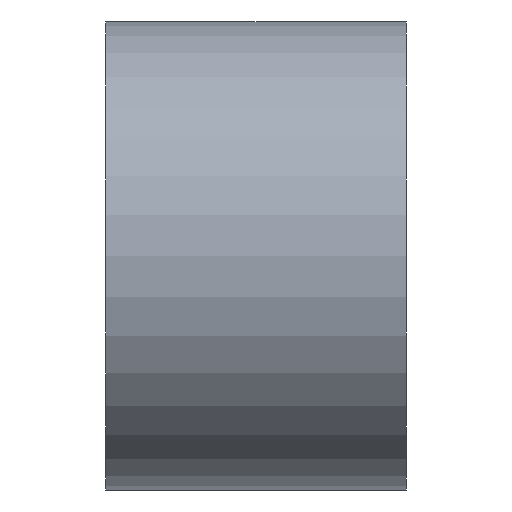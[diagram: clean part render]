
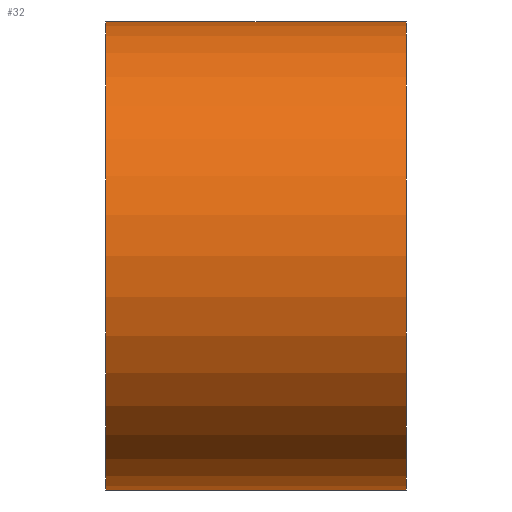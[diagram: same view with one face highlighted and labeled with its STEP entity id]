
A CAD part, left-side view. The second image highlights one B-rep face of the part: STEP entity #32.
In plain terms, the highlighted cylindrical face has radius 7 mm (diameter 14 mm), a partial arc.
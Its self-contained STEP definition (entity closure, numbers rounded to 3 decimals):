
#32 = ADVANCED_FACE( '', ( #62 ), #63, .T. );
#62 = FACE_OUTER_BOUND( '', #87, .T. );
#63 = CYLINDRICAL_SURFACE( '', #88, 7. );
#87 = EDGE_LOOP( '', ( #111, #112, #113, #114 ) );
#88 = AXIS2_PLACEMENT_3D( '', #115, #116, #117 );
#111 = ORIENTED_EDGE( '', *, *, #156, .T. );
#112 = ORIENTED_EDGE( '', *, *, #154, .F. );
#113 = ORIENTED_EDGE( '', *, *, #157, .F. );
#114 = ORIENTED_EDGE( '', *, *, #158, .T. );
#115 = CARTESIAN_POINT( '', ( -13., 4.5, 0. ) );
#116 = DIRECTION( '', ( 0., 1., 0. ) );
#117 = DIRECTION( '', ( 0., 0., -1. ) );
#154 = EDGE_CURVE( '', #174, #169, #176, .T. );
#156 = EDGE_CURVE( '', #178, #169, #179, .T. );
#157 = EDGE_CURVE( '', #180, #174, #181, .T. );
#158 = EDGE_CURVE( '', #180, #178, #182, .T. );
#169 = VERTEX_POINT( '', #195 );
#174 = VERTEX_POINT( '', #202 );
#176 = LINE( '', #205, #206 );
#178 = VERTEX_POINT( '', #208 );
#179 = CIRCLE( '', #209, 7. );
#180 = VERTEX_POINT( '', #210 );
#181 = CIRCLE( '', #211, 7. );
#182 = LINE( '', #212, #213 );
#195 = CARTESIAN_POINT( '', ( -13., -4.5, 7. ) );
#202 = CARTESIAN_POINT( '', ( -13., 4.5, 7. ) );
#205 = CARTESIAN_POINT( '', ( -13., 4.5, 7. ) );
#206 = VECTOR( '', #231, 1000. );
#208 = CARTESIAN_POINT( '', ( -13., -4.5, -7. ) );
#209 = AXIS2_PLACEMENT_3D( '', #232, #233, #234 );
#210 = CARTESIAN_POINT( '', ( -13., 4.5, -7. ) );
#211 = AXIS2_PLACEMENT_3D( '', #235, #236, #237 );
#212 = CARTESIAN_POINT( '', ( -13., 4.5, -7. ) );
#213 = VECTOR( '', #238, 1000. );
#231 = DIRECTION( '', ( 0., -1., 0. ) );
#232 = CARTESIAN_POINT( '', ( -13., -4.5, 0. ) );
#233 = DIRECTION( '', ( 0., 1., 0. ) );
#234 = DIRECTION( '', ( 1., 0., 0. ) );
#235 = CARTESIAN_POINT( '', ( -13., 4.5, 0. ) );
#236 = DIRECTION( '', ( 0., 1., 0. ) );
#237 = DIRECTION( '', ( 1., 0., 0. ) );
#238 = DIRECTION( '', ( 0., -1., 0. ) );
